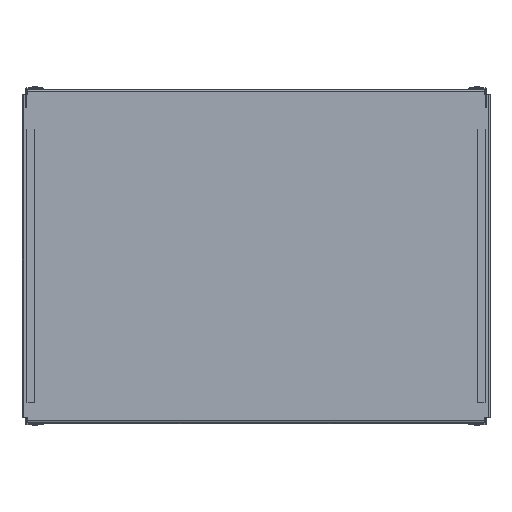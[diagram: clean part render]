
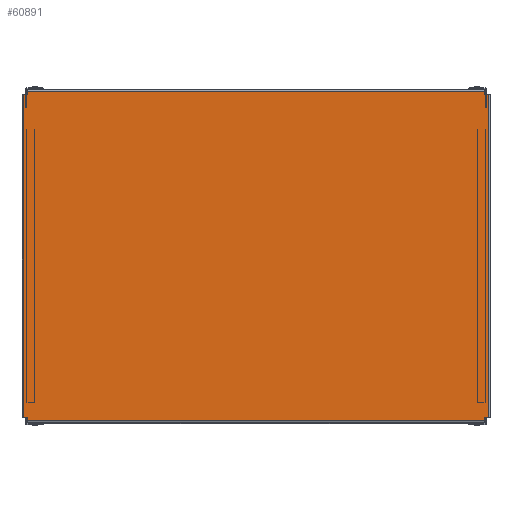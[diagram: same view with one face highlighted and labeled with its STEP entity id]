
A CAD part, top view. The second image highlights one B-rep face of the part: STEP entity #60891.
In plain terms, the highlighted planar face has unit normal (0, 0, 1).
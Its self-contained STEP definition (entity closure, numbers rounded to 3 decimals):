
#506 = CIRCLE ( 'NONE', #70307, 0.047 ) ;
#1218 = ORIENTED_EDGE ( 'NONE', *, *, #59666, .T. ) ;
#1254 = DIRECTION ( 'NONE',  ( 0., 1., 0. ) ) ;
#1411 = DIRECTION ( 'NONE',  ( 0., 0., 1. ) ) ;
#2134 = VERTEX_POINT ( 'NONE', #26839 ) ;
#3357 = DIRECTION ( 'NONE',  ( -1., 0., 0. ) ) ;
#3971 = ORIENTED_EDGE ( 'NONE', *, *, #69076, .T. ) ;
#4243 = EDGE_CURVE ( 'NONE', #28449, #8710, #36703, .T. ) ;
#4294 = VECTOR ( 'NONE', #25722, 39.37 ) ;
#5497 = EDGE_CURVE ( 'NONE', #26581, #28449, #79131, .T. ) ;
#6451 = CARTESIAN_POINT ( 'NONE',  ( -11.951, -8.4, 17.972 ) ) ;
#6617 = EDGE_CURVE ( 'NONE', #8710, #16270, #9882, .T. ) ;
#7261 = ORIENTED_EDGE ( 'NONE', *, *, #69173, .T. ) ;
#8165 = CARTESIAN_POINT ( 'NONE',  ( 12.086, -8.58, 17.972 ) ) ;
#8710 = VERTEX_POINT ( 'NONE', #17159 ) ;
#9252 = EDGE_CURVE ( 'NONE', #60936, #16675, #65758, .T. ) ;
#9820 = CARTESIAN_POINT ( 'NONE',  ( -12.172, -8.4, 17.972 ) ) ;
#9882 = LINE ( 'NONE', #61139, #78660 ) ;
#9981 = CARTESIAN_POINT ( 'NONE',  ( -12.086, -8.4, 17.972 ) ) ;
#10037 = LINE ( 'NONE', #29369, #54045 ) ;
#10666 = CARTESIAN_POINT ( 'NONE',  ( 11.951, 8.446, 17.972 ) ) ;
#10887 = EDGE_CURVE ( 'NONE', #2134, #61052, #45889, .T. ) ;
#11240 = DIRECTION ( 'NONE',  ( 0., -1., 0. ) ) ;
#12420 = CIRCLE ( 'NONE', #15140, 0.047 ) ;
#12829 = EDGE_CURVE ( 'NONE', #80656, #2134, #506, .T. ) ;
#12945 = DIRECTION ( 'NONE',  ( 0., 1., 0. ) ) ;
#13048 = LINE ( 'NONE', #38688, #67573 ) ;
#13136 = CARTESIAN_POINT ( 'NONE',  ( -11.951, 8.446, 17.972 ) ) ;
#13596 = DIRECTION ( 'NONE',  ( 1., 0., 0. ) ) ;
#13953 = DIRECTION ( 'NONE',  ( 0., 0., -1. ) ) ;
#14401 = CARTESIAN_POINT ( 'NONE',  ( 11.904, 8.579, 17.972 ) ) ;
#14895 = ORIENTED_EDGE ( 'NONE', *, *, #35950, .T. ) ;
#15140 = AXIS2_PLACEMENT_3D ( 'NONE', #21416, #23068, #75179 ) ;
#15236 = DIRECTION ( 'NONE',  ( 1., 0., 0. ) ) ;
#15250 = VERTEX_POINT ( 'NONE', #32544 ) ;
#15272 = EDGE_CURVE ( 'NONE', #81176, #60936, #34233, .T. ) ;
#15276 = FACE_OUTER_BOUND ( 'NONE', #50375, .T. ) ;
#16270 = VERTEX_POINT ( 'NONE', #38045 ) ;
#16675 = VERTEX_POINT ( 'NONE', #30814 ) ;
#16829 = VERTEX_POINT ( 'NONE', #14401 ) ;
#17159 = CARTESIAN_POINT ( 'NONE',  ( -11.904, -8.446, 17.972 ) ) ;
#17793 = CARTESIAN_POINT ( 'NONE',  ( 11.951, 8.399, 17.972 ) ) ;
#19467 = VECTOR ( 'NONE', #15236, 39.37 ) ;
#21416 = CARTESIAN_POINT ( 'NONE',  ( 11.951, -8.446, 17.972 ) ) ;
#21539 = CARTESIAN_POINT ( 'NONE',  ( -12.172, -8.4, 17.972 ) ) ;
#23068 = DIRECTION ( 'NONE',  ( 0., 0., -1. ) ) ;
#23824 = CARTESIAN_POINT ( 'NONE',  ( -11.904, 8.446, 17.972 ) ) ;
#24675 = LINE ( 'NONE', #32203, #50142 ) ;
#24915 = DIRECTION ( 'NONE',  ( -1., 0., 0. ) ) ;
#25718 = CARTESIAN_POINT ( 'NONE',  ( -11.951, -8.446, 17.972 ) ) ;
#25722 = DIRECTION ( 'NONE',  ( -1., 0., 0. ) ) ;
#26114 = VECTOR ( 'NONE', #35463, 39.37 ) ;
#26581 = VERTEX_POINT ( 'NONE', #9981 ) ;
#26755 = CARTESIAN_POINT ( 'NONE',  ( -12.172, -8.58, 17.972 ) ) ;
#26839 = CARTESIAN_POINT ( 'NONE',  ( -11.951, 8.399, 17.972 ) ) ;
#26978 = ORIENTED_EDGE ( 'NONE', *, *, #9252, .T. ) ;
#28449 = VERTEX_POINT ( 'NONE', #6451 ) ;
#29369 = CARTESIAN_POINT ( 'NONE',  ( -12.086, -8.58, 17.972 ) ) ;
#29481 = EDGE_CURVE ( 'NONE', #45035, #16829, #58821, .T. ) ;
#29598 = ORIENTED_EDGE ( 'NONE', *, *, #35751, .T. ) ;
#30814 = CARTESIAN_POINT ( 'NONE',  ( 12.086, 8.399, 17.972 ) ) ;
#31224 = DIRECTION ( 'NONE',  ( 0., 0., -1. ) ) ;
#31466 = CARTESIAN_POINT ( 'NONE',  ( 11.904, 8.446, 17.972 ) ) ;
#31918 = ORIENTED_EDGE ( 'NONE', *, *, #66009, .T. ) ;
#32203 = CARTESIAN_POINT ( 'NONE',  ( -11.904, -8.58, 17.972 ) ) ;
#32544 = CARTESIAN_POINT ( 'NONE',  ( 11.904, -8.58, 17.972 ) ) ;
#33658 = CARTESIAN_POINT ( 'NONE',  ( 11.951, -8.4, 17.972 ) ) ;
#33776 = CARTESIAN_POINT ( 'NONE',  ( -12.172, -8.58, 17.972 ) ) ;
#34113 = DIRECTION ( 'NONE',  ( -1., 0., 0. ) ) ;
#34233 = LINE ( 'NONE', #9820, #26114 ) ;
#34847 = ORIENTED_EDGE ( 'NONE', *, *, #12829, .T. ) ;
#35386 = AXIS2_PLACEMENT_3D ( 'NONE', #25718, #13953, #34113 ) ;
#35463 = DIRECTION ( 'NONE',  ( 1., 0., 0. ) ) ;
#35751 = EDGE_CURVE ( 'NONE', #52585, #80656, #24675, .T. ) ;
#35950 = EDGE_CURVE ( 'NONE', #16270, #15250, #40623, .T. ) ;
#36310 = DIRECTION ( 'NONE',  ( 0., 0., -1. ) ) ;
#36381 = AXIS2_PLACEMENT_3D ( 'NONE', #10666, #36310, #54784 ) ;
#36703 = CIRCLE ( 'NONE', #35386, 0.047 ) ;
#38045 = CARTESIAN_POINT ( 'NONE',  ( -11.904, -8.58, 17.972 ) ) ;
#38688 = CARTESIAN_POINT ( 'NONE',  ( -12.172, 8.579, 17.972 ) ) ;
#38987 = CARTESIAN_POINT ( 'NONE',  ( -11.904, 8.579, 17.972 ) ) ;
#40099 = PLANE ( 'NONE',  #41266 ) ;
#40623 = LINE ( 'NONE', #26755, #42134 ) ;
#41192 = VERTEX_POINT ( 'NONE', #17793 ) ;
#41266 = AXIS2_PLACEMENT_3D ( 'NONE', #33776, #1411, #13596 ) ;
#42134 = VECTOR ( 'NONE', #71738, 39.37 ) ;
#44086 = VECTOR ( 'NONE', #3357, 39.37 ) ;
#44885 = LINE ( 'NONE', #70538, #66670 ) ;
#45035 = VERTEX_POINT ( 'NONE', #31466 ) ;
#45889 = LINE ( 'NONE', #78685, #4294 ) ;
#48278 = DIRECTION ( 'NONE',  ( 0., -1., 0. ) ) ;
#49941 = ORIENTED_EDGE ( 'NONE', *, *, #53329, .T. ) ;
#50142 = VECTOR ( 'NONE', #11240, 39.37 ) ;
#50375 = EDGE_LOOP ( 'NONE', ( #58274, #14895, #55578, #7261, #64517, #26978, #1218, #31918, #71975, #49941, #29598, #34847, #76500, #3971, #53333, #59281 ) ) ;
#51016 = VECTOR ( 'NONE', #59427, 39.37 ) ;
#52585 = VERTEX_POINT ( 'NONE', #38987 ) ;
#53196 = VERTEX_POINT ( 'NONE', #81599 ) ;
#53329 = EDGE_CURVE ( 'NONE', #16829, #52585, #13048, .T. ) ;
#53333 = ORIENTED_EDGE ( 'NONE', *, *, #5497, .T. ) ;
#54045 = VECTOR ( 'NONE', #48278, 39.37 ) ;
#54198 = LINE ( 'NONE', #72755, #44086 ) ;
#54784 = DIRECTION ( 'NONE',  ( -1., 0., 0. ) ) ;
#55064 = VECTOR ( 'NONE', #1254, 39.37 ) ;
#55578 = ORIENTED_EDGE ( 'NONE', *, *, #56536, .T. ) ;
#56328 = DIRECTION ( 'NONE',  ( -1., 0., 0. ) ) ;
#56536 = EDGE_CURVE ( 'NONE', #15250, #53196, #44885, .T. ) ;
#57557 = CARTESIAN_POINT ( 'NONE',  ( 11.904, -8.58, 17.972 ) ) ;
#58274 = ORIENTED_EDGE ( 'NONE', *, *, #6617, .T. ) ;
#58821 = LINE ( 'NONE', #57557, #55064 ) ;
#59281 = ORIENTED_EDGE ( 'NONE', *, *, #4243, .T. ) ;
#59427 = DIRECTION ( 'NONE',  ( 0., 1., 0. ) ) ;
#59666 = EDGE_CURVE ( 'NONE', #16675, #41192, #54198, .T. ) ;
#60891 = ADVANCED_FACE ( 'NONE', ( #15276 ), #40099, .T. ) ;
#60936 = VERTEX_POINT ( 'NONE', #77505 ) ;
#61052 = VERTEX_POINT ( 'NONE', #79990 ) ;
#61139 = CARTESIAN_POINT ( 'NONE',  ( -11.904, -8.58, 17.972 ) ) ;
#64517 = ORIENTED_EDGE ( 'NONE', *, *, #15272, .T. ) ;
#65758 = LINE ( 'NONE', #8165, #51016 ) ;
#66009 = EDGE_CURVE ( 'NONE', #41192, #45035, #72636, .T. ) ;
#66670 = VECTOR ( 'NONE', #12945, 39.37 ) ;
#67573 = VECTOR ( 'NONE', #56328, 39.37 ) ;
#69076 = EDGE_CURVE ( 'NONE', #61052, #26581, #10037, .T. ) ;
#69173 = EDGE_CURVE ( 'NONE', #53196, #81176, #12420, .T. ) ;
#70307 = AXIS2_PLACEMENT_3D ( 'NONE', #13136, #31224, #24915 ) ;
#70538 = CARTESIAN_POINT ( 'NONE',  ( 11.904, -8.58, 17.972 ) ) ;
#71738 = DIRECTION ( 'NONE',  ( 1., 0., 0. ) ) ;
#71975 = ORIENTED_EDGE ( 'NONE', *, *, #29481, .T. ) ;
#72636 = CIRCLE ( 'NONE', #36381, 0.047 ) ;
#72755 = CARTESIAN_POINT ( 'NONE',  ( -12.172, 8.399, 17.972 ) ) ;
#75179 = DIRECTION ( 'NONE',  ( -1., 0., 0. ) ) ;
#76500 = ORIENTED_EDGE ( 'NONE', *, *, #10887, .T. ) ;
#77505 = CARTESIAN_POINT ( 'NONE',  ( 12.086, -8.4, 17.972 ) ) ;
#78660 = VECTOR ( 'NONE', #82036, 39.37 ) ;
#78685 = CARTESIAN_POINT ( 'NONE',  ( -12.172, 8.399, 17.972 ) ) ;
#79131 = LINE ( 'NONE', #21539, #19467 ) ;
#79990 = CARTESIAN_POINT ( 'NONE',  ( -12.086, 8.399, 17.972 ) ) ;
#80656 = VERTEX_POINT ( 'NONE', #23824 ) ;
#81176 = VERTEX_POINT ( 'NONE', #33658 ) ;
#81599 = CARTESIAN_POINT ( 'NONE',  ( 11.904, -8.446, 17.972 ) ) ;
#82036 = DIRECTION ( 'NONE',  ( 0., -1., 0. ) ) ;
